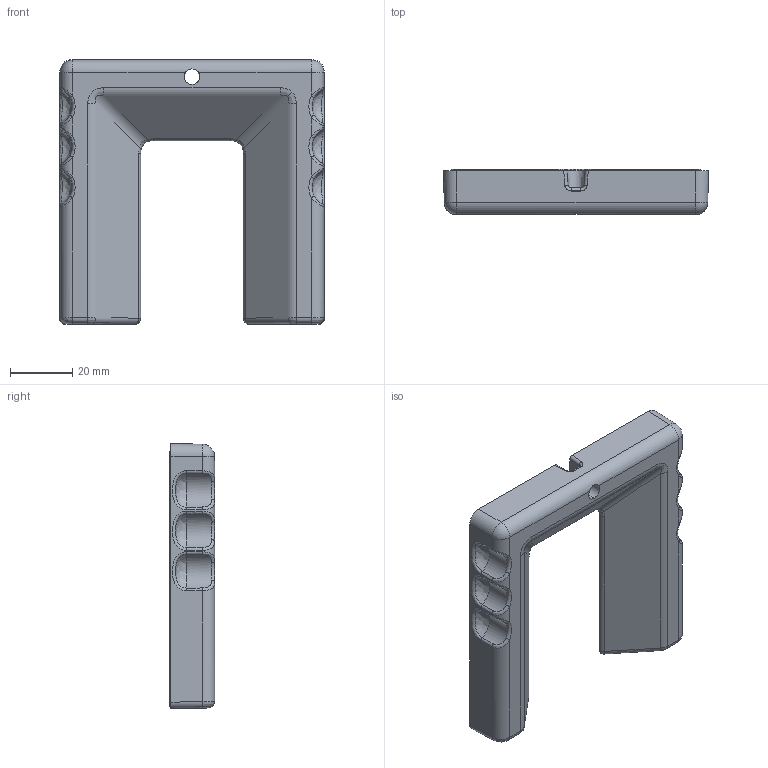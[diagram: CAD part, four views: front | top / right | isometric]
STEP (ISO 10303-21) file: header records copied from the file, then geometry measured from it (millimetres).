
FILE_DESCRIPTION( (''), '2;1');
FILE_NAME ('PC14.9588.TM_322_75_B_B_16534.stp','2020-03-04T16:26:11',(''),(''),'spGate 16.7.1','','');
FILE_SCHEMA (('AUTOMOTIVE_DESIGN'));
Length unit declared in the file: millimetre
Products named in the file (7): TM_322_75; PC14-prt0; PC14-prt1; PC14-prt2; PC14-prt3; PC14-prt4; PC14-prt5
Assembly tree (6 placements, depth 2):
  TM_322_75
    PC14-prt0
    PC14-prt1
    PC14-prt2
    PC14-prt3
    PC14-prt4
    PC14-prt5
Bounding box: 85 x 14.5 x 85 mm (x, y, z)
Surface area: 24428.9 mm2 (no closed solid volume)
Topology: 0 solids, 6 shells, 196 faces, 541 edges, 341 vertices
Faces by surface type: cylinder 71, bspline 69, plane 50, sphere 6
Entity records: 15367 total; most frequent: CARTESIAN_POINT 6351, ORIENTED_EDGE 994, DIRECTION 955, COLOUR_RGB 741, PRESENTATION_STYLE_ASSIGNMENT 741, STYLED_ITEM 741, EDGE_CURVE 539, DRAUGHTING_PRE_DEFINED_CURVE_FONT 539
